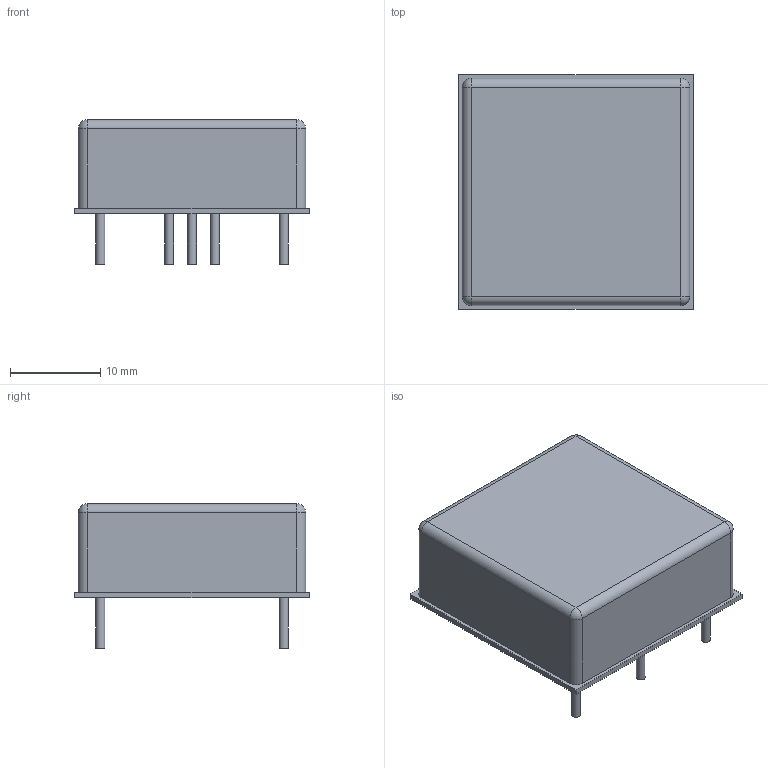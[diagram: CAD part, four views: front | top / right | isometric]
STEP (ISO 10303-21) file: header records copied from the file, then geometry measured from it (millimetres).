
FILE_DESCRIPTION(('FreeCAD Model'),'2;1');
FILE_NAME('THN_30-2415.step','2018-12-18T16:19:23' ,('Author'),(''),'Open CASCADE STEP processor 6.8','FreeCAD','Unknown' );
FILE_SCHEMA(('AUTOMOTIVE_DESIGN_CC2 { 1 2 10303 214 -1 1 5 4 }'));
Length unit declared in the file: millimetre
Products named in the file (2): ASSEMBLY; Compound
Assembly tree (1 placements, depth 2):
  ASSEMBLY
    Compound
Bounding box: 26 x 26 x 16 mm (x, y, z)
Volume: 6626 mm3; surface area: 3725.8 mm2
Topology: 8 solids, 8 shells, 42 faces, 70 edges, 40 vertices
Faces by surface type: plane 24, cylinder 14, sphere 4
Full cylindrical faces by diameter (mm): 1 x6
Entity records: 2102 total; most frequent: CARTESIAN_POINT 310, DIRECTION 296, LINE 138, VECTOR 138, ORIENTED_EDGE 132, PCURVE 132, DEFINITIONAL_REPRESENTATION 132, AXIS2_PLACEMENT_3D 72
